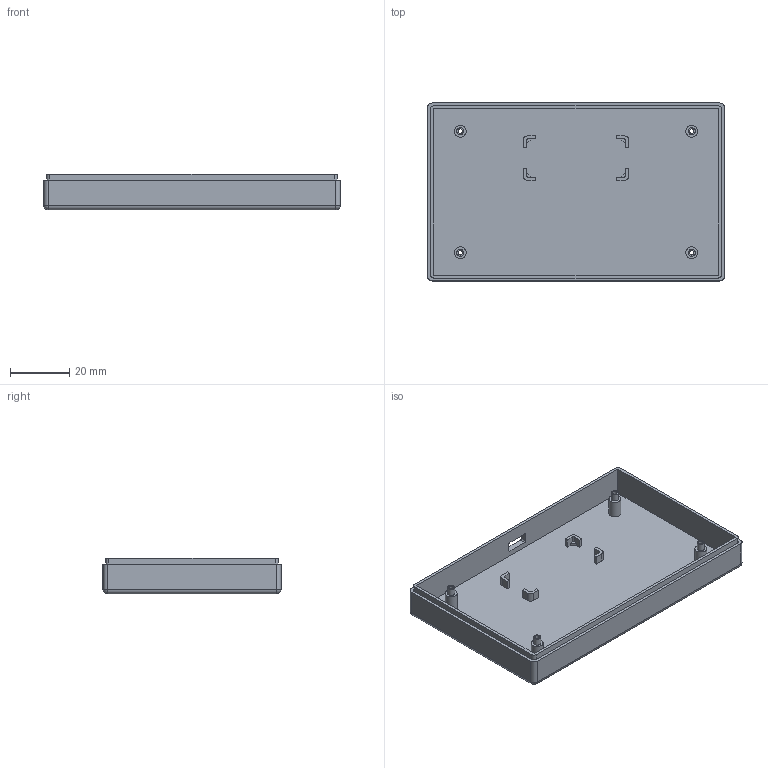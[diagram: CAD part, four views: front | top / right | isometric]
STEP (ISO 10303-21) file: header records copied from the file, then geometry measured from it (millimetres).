
FILE_DESCRIPTION(('HOOPS Exchange Step'),'2;1');
FILE_NAME('temp_export','2025-02-20T08:11:54-08:00',('yuhaochen'),('Shapr3D Limited'),'HOOPS Exchange 2024.8','Shapr3D','Authorized');
FILE_SCHEMA( ('AP242_MANAGED_MODEL_BASED_3D_ENGINEERING_MIM_LF {1 0 10303 442 1 1 4}') );
Length unit declared in the file: millimetre
Products named in the file (3): 壳体下-1; 控制器装配体.SLDASM; root
Assembly tree (2 placements, depth 3):
  root
    控制器装配体.SLDASM
      壳体下-1
Bounding box: 100 x 60 x 12 mm (x, y, z)
Volume: 17593.2 mm3; surface area: 19486.1 mm2
Topology: 1 solids, 1 shells, 112 faces, 288 edges, 192 vertices
Faces by surface type: plane 68, cylinder 40, sphere 4
Full cylindrical faces by diameter (mm): 1.5 x4, 2.4 x4, 3 x4, 4 x4
Entity records: 3518 total; most frequent: DIRECTION 620, CARTESIAN_POINT 594, ORIENTED_EDGE 568, EDGE_CURVE 284, AXIS2_PLACEMENT_3D 218, VERTEX_POINT 192, VECTOR 184, LINE 184
